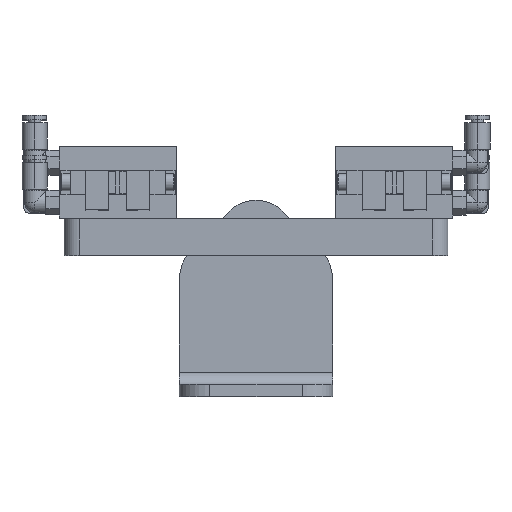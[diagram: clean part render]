
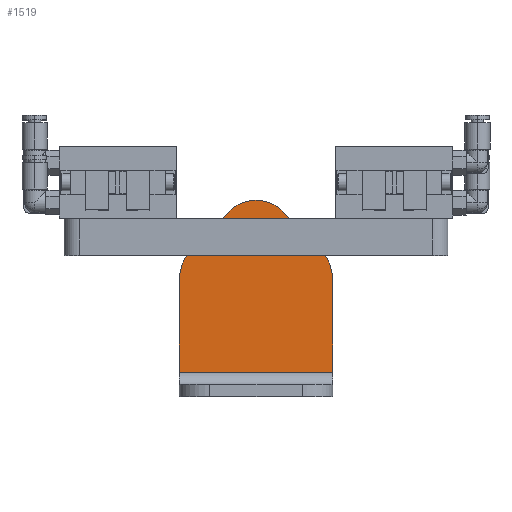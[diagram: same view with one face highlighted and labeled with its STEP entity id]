
A CAD part, top view. The second image highlights one B-rep face of the part: STEP entity #1519.
In plain terms, the highlighted planar face has unit normal (0, 0, 1).
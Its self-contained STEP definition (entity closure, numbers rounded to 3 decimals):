
#1519 = ADVANCED_FACE ( 'NONE', ( #19055, #10843 ), #45369, .T. ) ;
#1643 = AXIS2_PLACEMENT_3D ( 'NONE', #14811, #28797, #21702 ) ;
#1704 = EDGE_LOOP ( 'NONE', ( #39932, #39998, #38864, #4819, #10978, #28916, #7437, #10930 ) ) ;
#4815 = VERTEX_POINT ( 'NONE', #39461 ) ;
#4819 = ORIENTED_EDGE ( 'NONE', *, *, #25991, .T. ) ;
#5879 = DIRECTION ( 'NONE',  ( 0., 0., 1. ) ) ;
#5911 = EDGE_CURVE ( 'NONE', #29063, #20625, #15441, .T. ) ;
#7236 = EDGE_CURVE ( 'NONE', #22906, #17406, #39732, .T. ) ;
#7437 = ORIENTED_EDGE ( 'NONE', *, *, #5911, .T. ) ;
#8807 = LINE ( 'NONE', #9007, #27531 ) ;
#9007 = CARTESIAN_POINT ( 'NONE',  ( 20., 3.071, -28.5 ) ) ;
#10843 = FACE_OUTER_BOUND ( 'NONE', #1704, .T. ) ;
#10930 = ORIENTED_EDGE ( 'NONE', *, *, #20145, .T. ) ;
#10978 = ORIENTED_EDGE ( 'NONE', *, *, #13684, .T. ) ;
#11376 = EDGE_CURVE ( 'NONE', #36098, #26197, #39242, .T. ) ;
#11521 = CARTESIAN_POINT ( 'NONE',  ( 10., -8.142, -28.5 ) ) ;
#12001 = CARTESIAN_POINT ( 'NONE',  ( -10., -8.142, -28.5 ) ) ;
#12292 = CARTESIAN_POINT ( 'NONE',  ( -45., -21.929, -28.5 ) ) ;
#12555 = ORIENTED_EDGE ( 'NONE', *, *, #11376, .F. ) ;
#12800 = EDGE_CURVE ( 'NONE', #26197, #36098, #13106, .T. ) ;
#13106 = CIRCLE ( 'NONE', #34668, 3.2 ) ;
#13684 = EDGE_CURVE ( 'NONE', #33028, #39500, #27731, .T. ) ;
#14130 = CARTESIAN_POINT ( 'NONE',  ( -3.2, 6., -28.5 ) ) ;
#14811 = CARTESIAN_POINT ( 'NONE',  ( -25., -41.929, -28.5 ) ) ;
#15048 = DIRECTION ( 'NONE',  ( 1., 0., 0. ) ) ;
#15334 = CIRCLE ( 'NONE', #45319, 15. ) ;
#15441 = LINE ( 'NONE', #19942, #24798 ) ;
#15571 = DIRECTION ( 'NONE',  ( 1., 0., 0. ) ) ;
#15675 = DIRECTION ( 'NONE',  ( -0.707, 0.707, 0. ) ) ;
#15914 = EDGE_CURVE ( 'NONE', #39500, #29063, #15334, .T. ) ;
#16488 = CARTESIAN_POINT ( 'NONE',  ( -25., -37.929, -28.5 ) ) ;
#17406 = VERTEX_POINT ( 'NONE', #41096 ) ;
#17670 = DIRECTION ( 'NONE',  ( 0., -1., 0. ) ) ;
#18007 = CARTESIAN_POINT ( 'NONE',  ( 25., -41.929, -28.5 ) ) ;
#18090 = VECTOR ( 'NONE', #20033, 1000. ) ;
#19055 = FACE_BOUND ( 'NONE', #38243, .T. ) ;
#19421 = AXIS2_PLACEMENT_3D ( 'NONE', #26950, #5879, #30498 ) ;
#19576 = DIRECTION ( 'NONE',  ( 0., 0., 1. ) ) ;
#19649 = DIRECTION ( 'NONE',  ( 0., 0., 1. ) ) ;
#19727 = CARTESIAN_POINT ( 'NONE',  ( 0., 6., -28.5 ) ) ;
#19942 = CARTESIAN_POINT ( 'NONE',  ( -25., -41.929, -28.5 ) ) ;
#20033 = DIRECTION ( 'NONE',  ( 1., 0., 0. ) ) ;
#20145 = EDGE_CURVE ( 'NONE', #20625, #17406, #27402, .T. ) ;
#20625 = VERTEX_POINT ( 'NONE', #26077 ) ;
#21702 = DIRECTION ( 'NONE',  ( 1., 0., 0. ) ) ;
#22292 = CARTESIAN_POINT ( 'NONE',  ( -8.536, 14.536, -28.5 ) ) ;
#22906 = VERTEX_POINT ( 'NONE', #43094 ) ;
#24798 = VECTOR ( 'NONE', #17670, 1000. ) ;
#25638 = CARTESIAN_POINT ( 'NONE',  ( -25., -8.142, -28.5 ) ) ;
#25991 = EDGE_CURVE ( 'NONE', #4815, #33028, #33266, .T. ) ;
#26077 = CARTESIAN_POINT ( 'NONE',  ( -25., -37.929, -28.5 ) ) ;
#26197 = VERTEX_POINT ( 'NONE', #32001 ) ;
#26950 = CARTESIAN_POINT ( 'NONE',  ( 0., 6., -28.5 ) ) ;
#27402 = LINE ( 'NONE', #16488, #18090 ) ;
#27531 = VECTOR ( 'NONE', #15675, 1000. ) ;
#27731 = LINE ( 'NONE', #12292, #40378 ) ;
#28797 = DIRECTION ( 'NONE',  ( 0., 0., 1. ) ) ;
#28916 = ORIENTED_EDGE ( 'NONE', *, *, #15914, .T. ) ;
#29063 = VERTEX_POINT ( 'NONE', #25638 ) ;
#29574 = AXIS2_PLACEMENT_3D ( 'NONE', #11521, #36031, #15048 ) ;
#29906 = AXIS2_PLACEMENT_3D ( 'NONE', #19727, #19576, #45026 ) ;
#30274 = CIRCLE ( 'NONE', #29574, 15. ) ;
#30397 = VECTOR ( 'NONE', #34961, 1000. ) ;
#30498 = DIRECTION ( 'NONE',  ( 1., 0., 0. ) ) ;
#32001 = CARTESIAN_POINT ( 'NONE',  ( 3.2, 6., -28.5 ) ) ;
#33028 = VERTEX_POINT ( 'NONE', #22292 ) ;
#33266 = CIRCLE ( 'NONE', #19421, 12.071 ) ;
#34050 = EDGE_CURVE ( 'NONE', #22906, #35496, #30274, .T. ) ;
#34668 = AXIS2_PLACEMENT_3D ( 'NONE', #40671, #19649, #44211 ) ;
#34961 = DIRECTION ( 'NONE',  ( 0., -1., 0. ) ) ;
#35496 = VERTEX_POINT ( 'NONE', #35728 ) ;
#35728 = CARTESIAN_POINT ( 'NONE',  ( 20.607, 2.464, -28.5 ) ) ;
#36031 = DIRECTION ( 'NONE',  ( 0., 0., 1. ) ) ;
#36098 = VERTEX_POINT ( 'NONE', #14130 ) ;
#36398 = DIRECTION ( 'NONE',  ( -0.707, -0.707, 0. ) ) ;
#36558 = DIRECTION ( 'NONE',  ( 0., 0., 1. ) ) ;
#37720 = EDGE_CURVE ( 'NONE', #35496, #4815, #8807, .T. ) ;
#38243 = EDGE_LOOP ( 'NONE', ( #44584, #12555 ) ) ;
#38864 = ORIENTED_EDGE ( 'NONE', *, *, #37720, .T. ) ;
#39242 = CIRCLE ( 'NONE', #29906, 3.2 ) ;
#39461 = CARTESIAN_POINT ( 'NONE',  ( 8.536, 14.536, -28.5 ) ) ;
#39500 = VERTEX_POINT ( 'NONE', #45269 ) ;
#39732 = LINE ( 'NONE', #18007, #30397 ) ;
#39932 = ORIENTED_EDGE ( 'NONE', *, *, #7236, .F. ) ;
#39998 = ORIENTED_EDGE ( 'NONE', *, *, #34050, .T. ) ;
#40378 = VECTOR ( 'NONE', #36398, 1000. ) ;
#40671 = CARTESIAN_POINT ( 'NONE',  ( 0., 6., -28.5 ) ) ;
#41096 = CARTESIAN_POINT ( 'NONE',  ( 25., -37.929, -28.5 ) ) ;
#43094 = CARTESIAN_POINT ( 'NONE',  ( 25., -8.142, -28.5 ) ) ;
#44211 = DIRECTION ( 'NONE',  ( 1., 0., 0. ) ) ;
#44584 = ORIENTED_EDGE ( 'NONE', *, *, #12800, .F. ) ;
#45026 = DIRECTION ( 'NONE',  ( 1., 0., 0. ) ) ;
#45269 = CARTESIAN_POINT ( 'NONE',  ( -20.607, 2.464, -28.5 ) ) ;
#45319 = AXIS2_PLACEMENT_3D ( 'NONE', #12001, #36558, #15571 ) ;
#45369 = PLANE ( 'NONE',  #1643 ) ;
